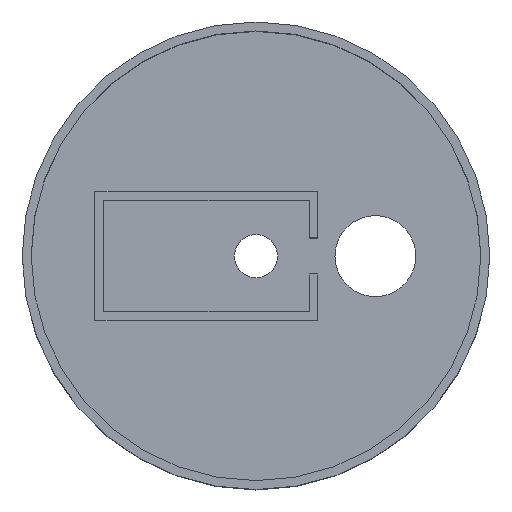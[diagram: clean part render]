
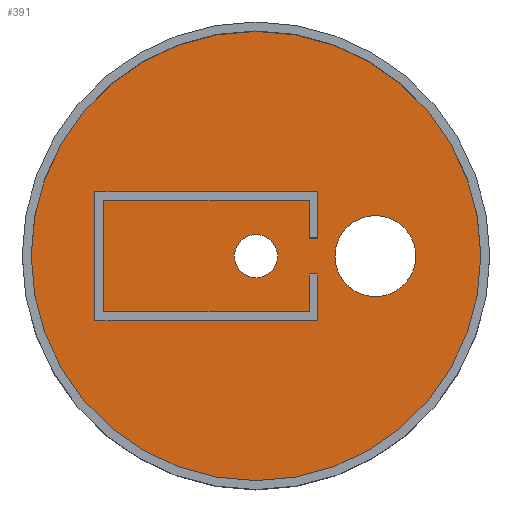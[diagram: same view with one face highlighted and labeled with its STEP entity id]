
A CAD part, top view. The second image highlights one B-rep face of the part: STEP entity #391.
In plain terms, the highlighted planar face has unit normal (0, 0, 1).
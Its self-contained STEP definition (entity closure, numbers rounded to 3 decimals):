
#18=FACE_BOUND('',#83,.T.);
#19=FACE_BOUND('',#84,.T.);
#20=FACE_BOUND('',#85,.T.);
#37=PLANE('',#434);
#58=FACE_OUTER_BOUND('',#82,.T.);
#82=EDGE_LOOP('',(#351));
#83=EDGE_LOOP('',(#352));
#84=EDGE_LOOP('',(#353,#354,#355,#356,#357,#358,#359,#360,#361,#362,#363,
#364,#365));
#85=EDGE_LOOP('',(#366));
#89=LINE('',#561,#132);
#93=LINE('',#570,#136);
#97=LINE('',#578,#140);
#100=LINE('',#584,#143);
#103=LINE('',#590,#146);
#114=LINE('',#614,#157);
#116=LINE('',#618,#159);
#118=LINE('',#622,#161);
#120=LINE('',#626,#163);
#122=LINE('',#629,#165);
#123=LINE('',#632,#166);
#125=LINE('',#636,#168);
#127=LINE('',#639,#170);
#132=VECTOR('',#462,10.);
#136=VECTOR('',#468,10.);
#140=VECTOR('',#474,10.);
#143=VECTOR('',#479,10.);
#146=VECTOR('',#484,10.);
#157=VECTOR('',#503,10.);
#159=VECTOR('',#507,10.);
#161=VECTOR('',#511,10.);
#163=VECTOR('',#515,10.);
#165=VECTOR('',#519,10.);
#166=VECTOR('',#522,10.);
#168=VECTOR('',#526,10.);
#170=VECTOR('',#530,10.);
#172=CIRCLE('',#407,4.5);
#175=CIRCLE('',#411,25.);
#179=CIRCLE('',#433,2.4);
#180=VERTEX_POINT('',#540);
#183=VERTEX_POINT('',#548);
#186=VERTEX_POINT('',#559);
#187=VERTEX_POINT('',#560);
#190=VERTEX_POINT('',#568);
#191=VERTEX_POINT('',#569);
#194=VERTEX_POINT('',#577);
#196=VERTEX_POINT('',#583);
#198=VERTEX_POINT('',#589);
#207=VERTEX_POINT('',#613);
#208=VERTEX_POINT('',#617);
#209=VERTEX_POINT('',#621);
#210=VERTEX_POINT('',#625);
#211=VERTEX_POINT('',#631);
#212=VERTEX_POINT('',#635);
#213=VERTEX_POINT('',#641);
#214=EDGE_CURVE('',#180,#180,#172,.T.);
#219=EDGE_CURVE('',#183,#183,#175,.T.);
#223=EDGE_CURVE('',#186,#187,#89,.T.);
#227=EDGE_CURVE('',#190,#191,#93,.T.);
#231=EDGE_CURVE('',#191,#194,#97,.T.);
#234=EDGE_CURVE('',#196,#187,#100,.T.);
#237=EDGE_CURVE('',#198,#196,#103,.T.);
#249=EDGE_CURVE('',#207,#186,#114,.T.);
#251=EDGE_CURVE('',#208,#207,#116,.T.);
#253=EDGE_CURVE('',#209,#208,#118,.T.);
#255=EDGE_CURVE('',#210,#209,#120,.T.);
#257=EDGE_CURVE('',#194,#210,#122,.T.);
#258=EDGE_CURVE('',#211,#190,#123,.T.);
#260=EDGE_CURVE('',#212,#211,#125,.T.);
#262=EDGE_CURVE('',#198,#212,#127,.T.);
#263=EDGE_CURVE('',#213,#213,#179,.T.);
#351=ORIENTED_EDGE('',*,*,#219,.T.);
#352=ORIENTED_EDGE('',*,*,#214,.T.);
#353=ORIENTED_EDGE('',*,*,#262,.F.);
#354=ORIENTED_EDGE('',*,*,#237,.T.);
#355=ORIENTED_EDGE('',*,*,#234,.T.);
#356=ORIENTED_EDGE('',*,*,#223,.F.);
#357=ORIENTED_EDGE('',*,*,#249,.F.);
#358=ORIENTED_EDGE('',*,*,#251,.F.);
#359=ORIENTED_EDGE('',*,*,#253,.F.);
#360=ORIENTED_EDGE('',*,*,#255,.F.);
#361=ORIENTED_EDGE('',*,*,#257,.F.);
#362=ORIENTED_EDGE('',*,*,#231,.F.);
#363=ORIENTED_EDGE('',*,*,#227,.F.);
#364=ORIENTED_EDGE('',*,*,#258,.F.);
#365=ORIENTED_EDGE('',*,*,#260,.F.);
#366=ORIENTED_EDGE('',*,*,#263,.T.);
#391=ADVANCED_FACE('',(#58,#18,#19,#20),#37,.T.);
#407=AXIS2_PLACEMENT_3D('',#541,#439,#440);
#411=AXIS2_PLACEMENT_3D('',#550,#449,#450);
#433=AXIS2_PLACEMENT_3D('',#642,#533,#534);
#434=AXIS2_PLACEMENT_3D('',#644,#536,#537);
#439=DIRECTION('center_axis',(0.,0.,-1.));
#440=DIRECTION('ref_axis',(1.,0.,0.));
#449=DIRECTION('center_axis',(0.,0.,1.));
#450=DIRECTION('ref_axis',(1.,0.,0.));
#462=DIRECTION('',(-1.,0.,0.));
#468=DIRECTION('',(1.,0.,0.));
#474=DIRECTION('',(0.,1.,0.));
#479=DIRECTION('',(0.,1.,0.));
#484=DIRECTION('',(1.,0.,0.));
#503=DIRECTION('',(0.,1.,0.));
#507=DIRECTION('',(1.,0.,0.));
#511=DIRECTION('',(0.,-1.,0.));
#515=DIRECTION('',(-1.,0.,0.));
#519=DIRECTION('',(-1.,0.,0.));
#522=DIRECTION('',(0.,-1.,0.));
#526=DIRECTION('',(1.,0.,0.));
#530=DIRECTION('',(0.,1.,0.));
#533=DIRECTION('center_axis',(0.,0.,-1.));
#534=DIRECTION('ref_axis',(1.,0.,0.));
#536=DIRECTION('center_axis',(0.,0.,1.));
#537=DIRECTION('ref_axis',(1.,0.,0.));
#540=CARTESIAN_POINT('',(14.281,0.013,1.));
#541=CARTESIAN_POINT('Origin',(18.781,0.013,1.));
#548=CARTESIAN_POINT('',(-19.495,0.,1.));
#550=CARTESIAN_POINT('Origin',(5.505,0.,1.));
#559=CARTESIAN_POINT('',(12.384,-2.005,1.));
#560=CARTESIAN_POINT('',(11.405,-2.005,1.));
#561=CARTESIAN_POINT('',(8.944,-2.004,1.));
#568=CARTESIAN_POINT('',(11.405,2.005,1.));
#569=CARTESIAN_POINT('',(12.385,2.005,1.));
#570=CARTESIAN_POINT('',(8.455,2.006,1.));
#577=CARTESIAN_POINT('',(12.387,7.204,1.));
#578=CARTESIAN_POINT('',(12.385,1.001,1.));
#583=CARTESIAN_POINT('',(11.405,-6.205,1.));
#584=CARTESIAN_POINT('',(11.405,-1.003,1.));
#589=CARTESIAN_POINT('',(-11.405,-6.205,1.));
#590=CARTESIAN_POINT('',(8.455,-6.205,1.));
#613=CARTESIAN_POINT('',(12.383,-7.205,1.));
#614=CARTESIAN_POINT('',(12.384,-3.603,1.));
#617=CARTESIAN_POINT('',(-12.405,-7.205,1.));
#618=CARTESIAN_POINT('',(-3.45,-7.205,1.));
#621=CARTESIAN_POINT('',(-12.405,7.205,1.));
#622=CARTESIAN_POINT('',(-12.405,3.602,1.));
#625=CARTESIAN_POINT('',(10.478,7.205,1.));
#626=CARTESIAN_POINT('',(7.991,7.205,1.));
#629=CARTESIAN_POINT('',(8.947,7.205,1.));
#631=CARTESIAN_POINT('',(11.405,6.205,1.));
#632=CARTESIAN_POINT('',(11.405,4.654,1.));
#635=CARTESIAN_POINT('',(-11.405,6.205,1.));
#636=CARTESIAN_POINT('',(-5.702,6.205,1.));
#639=CARTESIAN_POINT('',(-11.405,1.551,1.));
#641=CARTESIAN_POINT('',(3.105,0.,1.));
#642=CARTESIAN_POINT('Origin',(5.505,0.,1.));
#644=CARTESIAN_POINT('Origin',(5.505,0.,1.));
